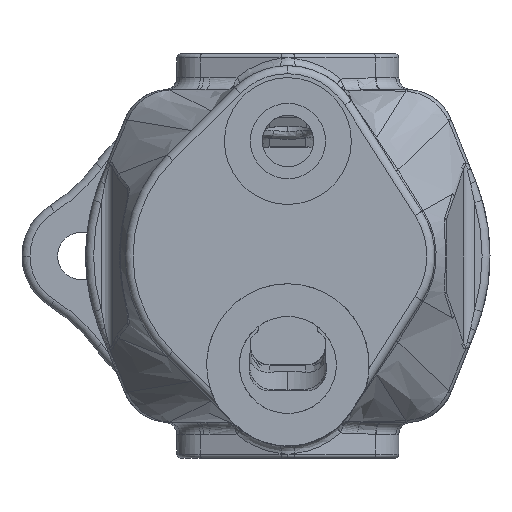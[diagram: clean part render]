
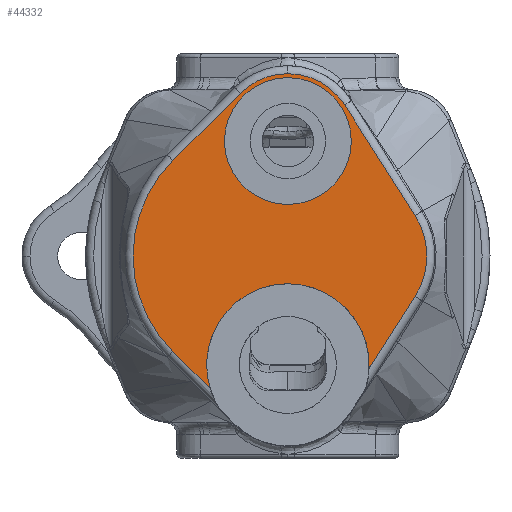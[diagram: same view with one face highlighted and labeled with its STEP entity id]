
A CAD part, left-side view. The second image highlights one B-rep face of the part: STEP entity #44332.
In plain terms, the highlighted planar face has unit normal (-1, 0, 0).
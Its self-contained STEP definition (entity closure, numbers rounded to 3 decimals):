
#716 = VERTEX_POINT ( 'NONE', #9956 ) ;
#735 = EDGE_CURVE ( 'NONE', #739, #716, #6830, .T. ) ;
#739 = VERTEX_POINT ( 'NONE', #6834 ) ;
#1660 = CARTESIAN_POINT ( 'NONE',  ( -71.5, 0., 45. ) ) ;
#1816 = DIRECTION ( 'NONE',  ( 0., 0., 1. ) ) ;
#1818 = DIRECTION ( 'NONE',  ( -1., 0., 0. ) ) ;
#1820 = CARTESIAN_POINT ( 'NONE',  ( -71.5, 0., 29. ) ) ;
#1821 = AXIS2_PLACEMENT_3D ( 'NONE', #1820, #1818, #1816 ) ;
#1823 = CIRCLE ( 'NONE', #1821, 16. ) ;
#1853 = CARTESIAN_POINT ( 'NONE',  ( -71.5, 0., -7. ) ) ;
#3978 = CARTESIAN_POINT ( 'NONE',  ( -71.5, 0., 13. ) ) ;
#4328 = CARTESIAN_POINT ( 'NONE',  ( -71.5, 19.611, -33.472 ) ) ;
#4329 = DIRECTION ( 'NONE',  ( 0., 0., 1. ) ) ;
#4330 = DIRECTION ( 'NONE',  ( -1., 0., 0. ) ) ;
#4331 = CARTESIAN_POINT ( 'NONE',  ( -71.5, 0., -27.5 ) ) ;
#4332 = AXIS2_PLACEMENT_3D ( 'NONE', #4331, #4330, #4329 ) ;
#4333 = CIRCLE ( 'NONE', #4332, 20.5 ) ;
#6825 = DIRECTION ( 'NONE',  ( 0., 0., 1. ) ) ;
#6826 = DIRECTION ( 'NONE',  ( -1., 0., 0. ) ) ;
#6827 = CARTESIAN_POINT ( 'NONE',  ( -71.5, 0., 29. ) ) ;
#6830 = CIRCLE ( 'NONE', #6832, 17. ) ;
#6832 = AXIS2_PLACEMENT_3D ( 'NONE', #6827, #6826, #6825 ) ;
#6834 = CARTESIAN_POINT ( 'NONE',  ( -71.5, -14.344, 38.124 ) ) ;
#9956 = CARTESIAN_POINT ( 'NONE',  ( -71.5, 0., 46. ) ) ;
#30916 = DIRECTION ( 'NONE',  ( 0., 0., 1. ) ) ;
#30917 = DIRECTION ( 'NONE',  ( -1., 0., 0. ) ) ;
#30918 = CARTESIAN_POINT ( 'NONE',  ( -71.5, -16.075, 0. ) ) ;
#30919 = AXIS2_PLACEMENT_3D ( 'NONE', #30918, #30917, #30916 ) ;
#30920 = CIRCLE ( 'NONE', #30919, 19. ) ;
#30921 = CARTESIAN_POINT ( 'NONE',  ( -71.5, -32.107, -10.197 ) ) ;
#30937 = DIRECTION ( 'NONE',  ( 0., 0.709, -0.705 ) ) ;
#30938 = VECTOR ( 'NONE', #30937, 1000. ) ;
#30939 = CARTESIAN_POINT ( 'NONE',  ( -71.5, 29.027, 24.106 ) ) ;
#30940 = LINE ( 'NONE', #30939, #30938 ) ;
#30941 = DIRECTION ( 'NONE',  ( 0., -0.537, 0.844 ) ) ;
#30942 = VECTOR ( 'NONE', #30941, 1000. ) ;
#30943 = CARTESIAN_POINT ( 'NONE',  ( -71.5, -32.107, -10.197 ) ) ;
#30944 = LINE ( 'NONE', #30943, #30942 ) ;
#30945 = CARTESIAN_POINT ( 'NONE',  ( -71.5, -32.107, 10.197 ) ) ;
#30991 = CARTESIAN_POINT ( 'NONE',  ( -71.5, 5.05, 0. ) ) ;
#30992 = DIRECTION ( 'NONE',  ( 0., 0.537, 0.844 ) ) ;
#30993 = VECTOR ( 'NONE', #30992, 1000. ) ;
#30994 = CARTESIAN_POINT ( 'NONE',  ( -71.5, -14.344, 38.124 ) ) ;
#30995 = LINE ( 'NONE', #30994, #30993 ) ;
#30996 = DIRECTION ( 'NONE',  ( 0., 0., 1. ) ) ;
#30997 = DIRECTION ( 'NONE',  ( -1., 0., 0. ) ) ;
#30998 = CARTESIAN_POINT ( 'NONE',  ( -71.5, 5.05, 0. ) ) ;
#30999 = AXIS2_PLACEMENT_3D ( 'NONE', #30998, #30997, #30996 ) ;
#31000 = PLANE ( 'NONE',  #30999 ) ;
#31007 = FACE_OUTER_BOUND ( 'NONE', #44293, .T. ) ;
#31009 = FACE_BOUND ( 'NONE', #44370, .T. ) ;
#31010 = CARTESIAN_POINT ( 'NONE',  ( -71.5, 29.027, 24.106 ) ) ;
#31023 = DIRECTION ( 'NONE',  ( 0., 0., 1. ) ) ;
#31024 = DIRECTION ( 'NONE',  ( -1., 0., 0. ) ) ;
#31025 = CARTESIAN_POINT ( 'NONE',  ( -71.5, 0., -27.5 ) ) ;
#31026 = AXIS2_PLACEMENT_3D ( 'NONE', #31025, #31024, #31023 ) ;
#31027 = CIRCLE ( 'NONE', #31026, 20.5 ) ;
#31036 = DIRECTION ( 'NONE',  ( 0., 0., 1. ) ) ;
#31037 = DIRECTION ( 'NONE',  ( -1., 0., 0. ) ) ;
#31038 = CARTESIAN_POINT ( 'NONE',  ( -71.5, 0., 29. ) ) ;
#31039 = AXIS2_PLACEMENT_3D ( 'NONE', #31038, #31037, #31036 ) ;
#31040 = CIRCLE ( 'NONE', #31039, 16. ) ;
#31042 = CARTESIAN_POINT ( 'NONE',  ( -71.5, 29.027, -24.106 ) ) ;
#31043 = DIRECTION ( 'NONE',  ( 0., 0., 1. ) ) ;
#31044 = DIRECTION ( 'NONE',  ( -1., 0., 0. ) ) ;
#31045 = AXIS2_PLACEMENT_3D ( 'NONE', #30991, #31044, #31043 ) ;
#31046 = CIRCLE ( 'NONE', #31045, 34. ) ;
#31056 = CARTESIAN_POINT ( 'NONE',  ( -71.5, 11.988, 41.053 ) ) ;
#31057 = DIRECTION ( 'NONE',  ( 0., 0., 1. ) ) ;
#31058 = DIRECTION ( 'NONE',  ( -1., 0., 0. ) ) ;
#31059 = CARTESIAN_POINT ( 'NONE',  ( -71.5, 0., 29. ) ) ;
#31060 = AXIS2_PLACEMENT_3D ( 'NONE', #31059, #31058, #31057 ) ;
#31061 = CIRCLE ( 'NONE', #31060, 17. ) ;
#31085 = DIRECTION ( 'NONE',  ( 0., -0.709, -0.705 ) ) ;
#31086 = VECTOR ( 'NONE', #31085, 1000. ) ;
#31087 = CARTESIAN_POINT ( 'NONE',  ( -71.5, 11.988, -41.053 ) ) ;
#31088 = LINE ( 'NONE', #31087, #31086 ) ;
#31092 = CARTESIAN_POINT ( 'NONE',  ( -71.5, -20.476, -28.483 ) ) ;
#44263 = ORIENTED_EDGE ( 'NONE', *, *, #44289, .T. ) ;
#44265 = VERTEX_POINT ( 'NONE', #30921 ) ;
#44266 = ORIENTED_EDGE ( 'NONE', *, *, #44267, .T. ) ;
#44267 = EDGE_CURVE ( 'NONE', #44265, #44288, #30920, .T. ) ;
#44288 = VERTEX_POINT ( 'NONE', #30945 ) ;
#44289 = EDGE_CURVE ( 'NONE', #44379, #44265, #30944, .T. ) ;
#44290 = ORIENTED_EDGE ( 'NONE', *, *, #44291, .T. ) ;
#44291 = EDGE_CURVE ( 'NONE', #44369, #44328, #30940, .T. ) ;
#44292 = ORIENTED_EDGE ( 'NONE', *, *, #73570, .F. ) ;
#44293 = EDGE_LOOP ( 'NONE', ( #44347, #44263, #44266, #44333, #44330, #44294, #44290, #44349, #44340, #44382 ) ) ;
#44294 = ORIENTED_EDGE ( 'NONE', *, *, #44368, .T. ) ;
#44328 = VERTEX_POINT ( 'NONE', #31010 ) ;
#44330 = ORIENTED_EDGE ( 'NONE', *, *, #735, .T. ) ;
#44332 = ADVANCED_FACE ( 'NONE', ( #31009, #31007 ), #31000, .T. ) ;
#44333 = ORIENTED_EDGE ( 'NONE', *, *, #44334, .T. ) ;
#44334 = EDGE_CURVE ( 'NONE', #44288, #739, #30995, .T. ) ;
#44337 = EDGE_CURVE ( 'NONE', #44328, #44338, #31046, .T. ) ;
#44338 = VERTEX_POINT ( 'NONE', #31042 ) ;
#44339 = EDGE_CURVE ( 'NONE', #73553, #74075, #31040, .T. ) ;
#44340 = ORIENTED_EDGE ( 'NONE', *, *, #44381, .T. ) ;
#44347 = ORIENTED_EDGE ( 'NONE', *, *, #44348, .F. ) ;
#44348 = EDGE_CURVE ( 'NONE', #44379, #73589, #31027, .T. ) ;
#44349 = ORIENTED_EDGE ( 'NONE', *, *, #44337, .T. ) ;
#44368 = EDGE_CURVE ( 'NONE', #716, #44369, #31061, .T. ) ;
#44369 = VERTEX_POINT ( 'NONE', #31056 ) ;
#44370 = EDGE_LOOP ( 'NONE', ( #44380, #44292 ) ) ;
#44379 = VERTEX_POINT ( 'NONE', #31092 ) ;
#44380 = ORIENTED_EDGE ( 'NONE', *, *, #44339, .F. ) ;
#44381 = EDGE_CURVE ( 'NONE', #44338, #74176, #31088, .T. ) ;
#44382 = ORIENTED_EDGE ( 'NONE', *, *, #74175, .F. ) ;
#73553 = VERTEX_POINT ( 'NONE', #1660 ) ;
#73570 = EDGE_CURVE ( 'NONE', #74075, #73553, #1823, .T. ) ;
#73589 = VERTEX_POINT ( 'NONE', #1853 ) ;
#74075 = VERTEX_POINT ( 'NONE', #3978 ) ;
#74175 = EDGE_CURVE ( 'NONE', #73589, #74176, #4333, .T. ) ;
#74176 = VERTEX_POINT ( 'NONE', #4328 ) ;
